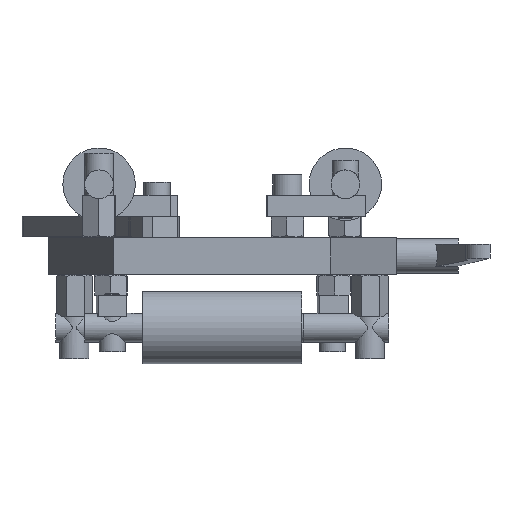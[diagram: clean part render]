
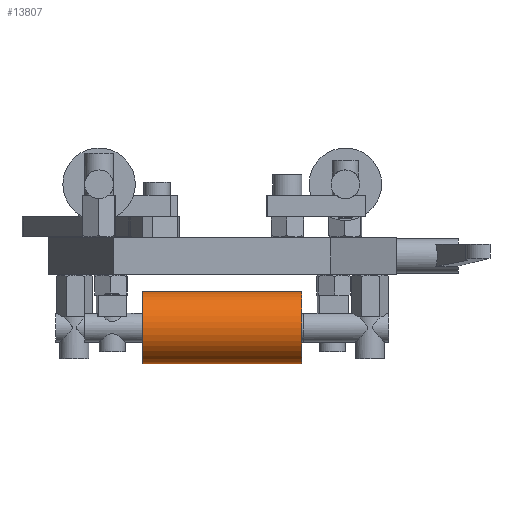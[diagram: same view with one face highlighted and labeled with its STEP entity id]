
A CAD part, front view. The second image highlights one B-rep face of the part: STEP entity #13807.
In plain terms, the highlighted cylindrical face has radius 25 mm (diameter 50 mm), a full revolution.
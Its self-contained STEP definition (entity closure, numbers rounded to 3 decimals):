
#1114 = ORIENTED_EDGE ( 'NONE', *, *, #2738, .F. ) ;
#1335 = CARTESIAN_POINT ( 'NONE',  ( 65., 83.159, -24.836 ) ) ;
#2738 = EDGE_CURVE ( 'NONE', #6367, #6367, #14819, .T. ) ;
#3021 = DIRECTION ( 'NONE',  ( 1., 0., 0. ) ) ;
#4046 = AXIS2_PLACEMENT_3D ( 'NONE', #6317, #13447, #4893 ) ;
#4893 = DIRECTION ( 'NONE',  ( 0., -0.874, 0.487 ) ) ;
#5025 = EDGE_LOOP ( 'NONE', ( #1114 ) ) ;
#5364 = DIRECTION ( 'NONE',  ( -1., 0., 0. ) ) ;
#6317 = CARTESIAN_POINT ( 'NONE',  ( 65., 105., -37. ) ) ;
#6367 = VERTEX_POINT ( 'NONE', #1335 ) ;
#6681 = ORIENTED_EDGE ( 'NONE', *, *, #14918, .T. ) ;
#6911 = CARTESIAN_POINT ( 'NONE',  ( 175., 83.159, -24.836 ) ) ;
#8839 = CIRCLE ( 'NONE', #11855, 25. ) ;
#9159 = CYLINDRICAL_SURFACE ( 'NONE', #13041, 25. ) ;
#9577 = VERTEX_POINT ( 'NONE', #6911 ) ;
#9605 = EDGE_LOOP ( 'NONE', ( #6681 ) ) ;
#10325 = FACE_OUTER_BOUND ( 'NONE', #9605, .T. ) ;
#10403 = FACE_OUTER_BOUND ( 'NONE', #5025, .T. ) ;
#10475 = DIRECTION ( 'NONE',  ( 0., 0.874, -0.487 ) ) ;
#11110 = DIRECTION ( 'NONE',  ( 0., -0.874, 0.487 ) ) ;
#11260 = CARTESIAN_POINT ( 'NONE',  ( 175., 105., -37. ) ) ;
#11855 = AXIS2_PLACEMENT_3D ( 'NONE', #11260, #5364, #11110 ) ;
#13041 = AXIS2_PLACEMENT_3D ( 'NONE', #13926, #3021, #10475 ) ;
#13447 = DIRECTION ( 'NONE',  ( -1., 0., 0. ) ) ;
#13807 = ADVANCED_FACE ( 'NONE', ( #10403, #10325 ), #9159, .T. ) ;
#13926 = CARTESIAN_POINT ( 'NONE',  ( 65., 105., -37. ) ) ;
#14819 = CIRCLE ( 'NONE', #4046, 25. ) ;
#14918 = EDGE_CURVE ( 'NONE', #9577, #9577, #8839, .T. ) ;
